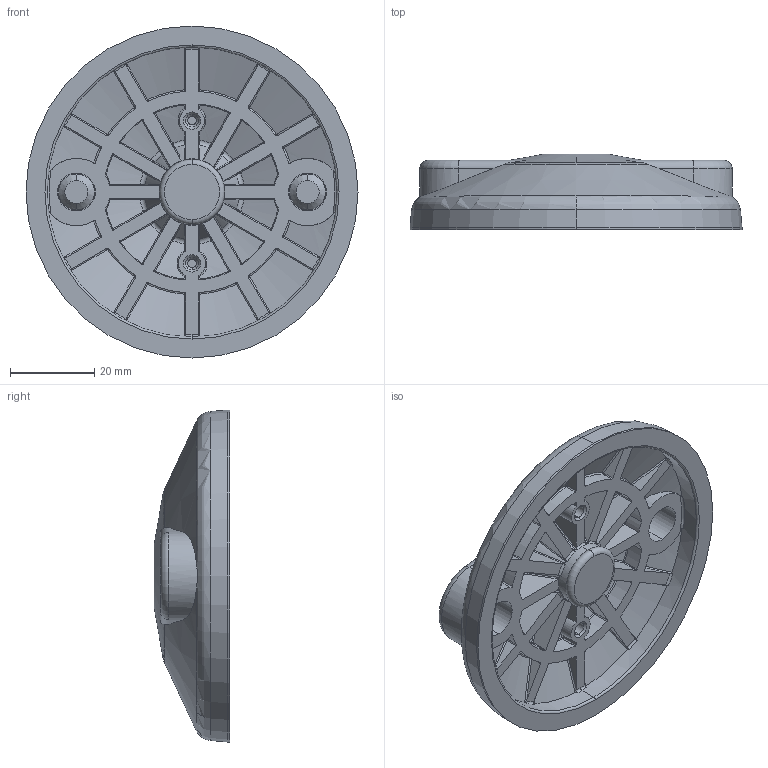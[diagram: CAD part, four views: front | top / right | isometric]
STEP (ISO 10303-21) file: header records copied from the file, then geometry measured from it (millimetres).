
FILE_DESCRIPTION (( 'STEP AP214' ), '1' );
FILE_NAME ('098d080kbz.STEP', '2014-08-11T09:26:45', ( '' ), ( '' ), 'SwSTEP 2.0', 'SolidWorks 2014', '' );
FILE_SCHEMA (( 'AUTOMOTIVE_DESIGN' ));
Length unit declared in the file: millimetre
Products named in the file (1): 098d080kbz
Bounding box: 79 x 18 x 79 mm (x, y, z)
Volume: 36310.9 mm3; surface area: 17439.8 mm2
Topology: 1 solids, 1 shells, 475 faces, 1235 edges, 748 vertices
Faces by surface type: cylinder 116, bspline 104, plane 83, torus 71, cone 59, sphere 42
Entity records: 17181 total; most frequent: CARTESIAN_POINT 6693, ORIENTED_EDGE 2386, DIRECTION 1999, EDGE_CURVE 1193, AXIS2_PLACEMENT_3D 880, VERTEX_POINT 728, CIRCLE 508, EDGE_LOOP 483
